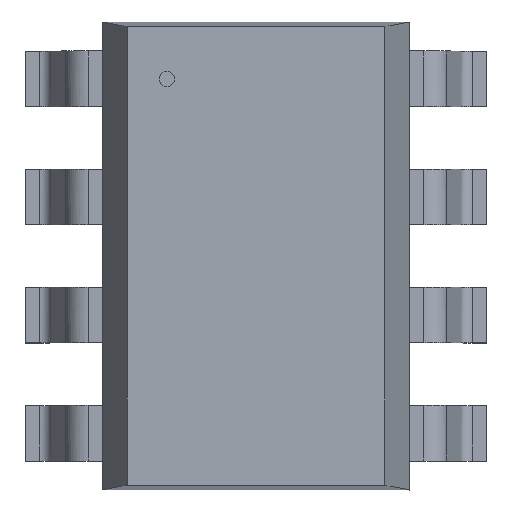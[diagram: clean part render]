
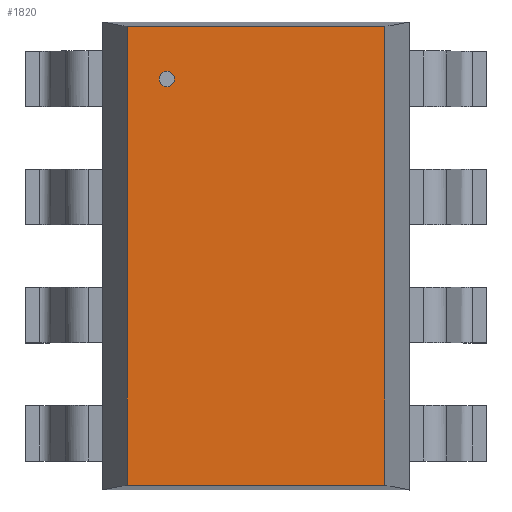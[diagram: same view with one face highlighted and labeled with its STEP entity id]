
A CAD part, top view. The second image highlights one B-rep face of the part: STEP entity #1820.
In plain terms, the highlighted planar face has unit normal (0, 0, 1).
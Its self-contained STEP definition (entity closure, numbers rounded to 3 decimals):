
#31 = CARTESIAN_POINT ( 'NONE',  ( -2.769, -1.643, 3.683 ) ) ;
#47 = CARTESIAN_POINT ( 'NONE',  ( -2.769, 1.642, 3.683 ) ) ;
#97 = ORIENTED_EDGE ( 'NONE', *, *, #2927, .F. ) ;
#173 = CARTESIAN_POINT ( 'NONE',  ( 2.769, 1.643, 3.683 ) ) ;
#178 = CARTESIAN_POINT ( 'NONE',  ( -2.769, -4.928, 3.683 ) ) ;
#263 = VERTEX_POINT ( 'NONE', #1131 ) ;
#447 = CARTESIAN_POINT ( 'NONE',  ( -0.923, -4.927, 3.683 ) ) ;
#537 = CARTESIAN_POINT ( 'NONE',  ( 2.769, -4.927, 3.683 ) ) ;
#832 = CARTESIAN_POINT ( 'NONE',  ( -2.769, 4.927, 3.683 ) ) ;
#905 = FACE_OUTER_BOUND ( 'NONE', #4052, .T. ) ;
#1050 = B_SPLINE_CURVE_WITH_KNOTS ( 'NONE', 3,
 ( #1738, #31, #47, #2385 ),
 .UNSPECIFIED., .F., .F.,
 ( 4, 4 ),
 ( 0., 1. ),
 .UNSPECIFIED. ) ;
#1131 = CARTESIAN_POINT ( 'NONE',  ( -2.769, -4.927, 3.683 ) ) ;
#1193 = CARTESIAN_POINT ( 'NONE',  ( 2.769, 4.927, 3.683 ) ) ;
#1207 = CARTESIAN_POINT ( 'NONE',  ( 2.769, 4.927, 3.683 ) ) ;
#1208 = CARTESIAN_POINT ( 'NONE',  ( 0.923, 4.927, 3.683 ) ) ;
#1230 = CARTESIAN_POINT ( 'NONE',  ( -0.923, 4.927, 3.683 ) ) ;
#1278 = VERTEX_POINT ( 'NONE', #1207 ) ;
#1738 = CARTESIAN_POINT ( 'NONE',  ( -2.769, -4.927, 3.683 ) ) ;
#1820 = ADVANCED_FACE ( 'NONE', ( #905 ), #4210, .T. ) ;
#1866 = DIRECTION ( 'NONE',  ( 0., 0., 1. ) ) ;
#1946 = B_SPLINE_CURVE_WITH_KNOTS ( 'NONE', 3,
 ( #2205, #173, #2530, #537 ),
 .UNSPECIFIED., .F., .F.,
 ( 4, 4 ),
 ( 0., 1. ),
 .UNSPECIFIED. ) ;
#2113 = ORIENTED_EDGE ( 'NONE', *, *, #2617, .F. ) ;
#2125 = CARTESIAN_POINT ( 'NONE',  ( 2.769, -4.927, 3.683 ) ) ;
#2205 = CARTESIAN_POINT ( 'NONE',  ( 2.769, 4.927, 3.683 ) ) ;
#2285 = CARTESIAN_POINT ( 'NONE',  ( -2.769, 4.927, 3.683 ) ) ;
#2385 = CARTESIAN_POINT ( 'NONE',  ( -2.769, 4.927, 3.683 ) ) ;
#2425 = VERTEX_POINT ( 'NONE', #2942 ) ;
#2463 = B_SPLINE_CURVE_WITH_KNOTS ( 'NONE', 3,
 ( #832, #1230, #1208, #1193 ),
 .UNSPECIFIED., .F., .F.,
 ( 4, 4 ),
 ( 0., 1. ),
 .UNSPECIFIED. ) ;
#2530 = CARTESIAN_POINT ( 'NONE',  ( 2.769, -1.643, 3.683 ) ) ;
#2617 = EDGE_CURVE ( 'NONE', #3760, #1278, #2463, .T. ) ;
#2778 = CARTESIAN_POINT ( 'NONE',  ( -2.769, -4.927, 3.683 ) ) ;
#2845 = B_SPLINE_CURVE_WITH_KNOTS ( 'NONE', 3,
 ( #2125, #4123, #447, #2778 ),
 .UNSPECIFIED., .F., .F.,
 ( 4, 4 ),
 ( 0., 1. ),
 .UNSPECIFIED. ) ;
#2860 = AXIS2_PLACEMENT_3D ( 'NONE', #178, #1866, #3871 ) ;
#2927 = EDGE_CURVE ( 'NONE', #263, #3760, #1050, .T. ) ;
#2942 = CARTESIAN_POINT ( 'NONE',  ( 2.769, -4.927, 3.683 ) ) ;
#3129 = EDGE_CURVE ( 'NONE', #1278, #2425, #1946, .T. ) ;
#3451 = EDGE_CURVE ( 'NONE', #2425, #263, #2845, .T. ) ;
#3597 = ORIENTED_EDGE ( 'NONE', *, *, #3129, .F. ) ;
#3760 = VERTEX_POINT ( 'NONE', #2285 ) ;
#3800 = ORIENTED_EDGE ( 'NONE', *, *, #3451, .F. ) ;
#3871 = DIRECTION ( 'NONE',  ( 1., 0., 0. ) ) ;
#4052 = EDGE_LOOP ( 'NONE', ( #2113, #97, #3800, #3597 ) ) ;
#4123 = CARTESIAN_POINT ( 'NONE',  ( 0.923, -4.927, 3.683 ) ) ;
#4210 = PLANE ( 'NONE',  #2860 ) ;
